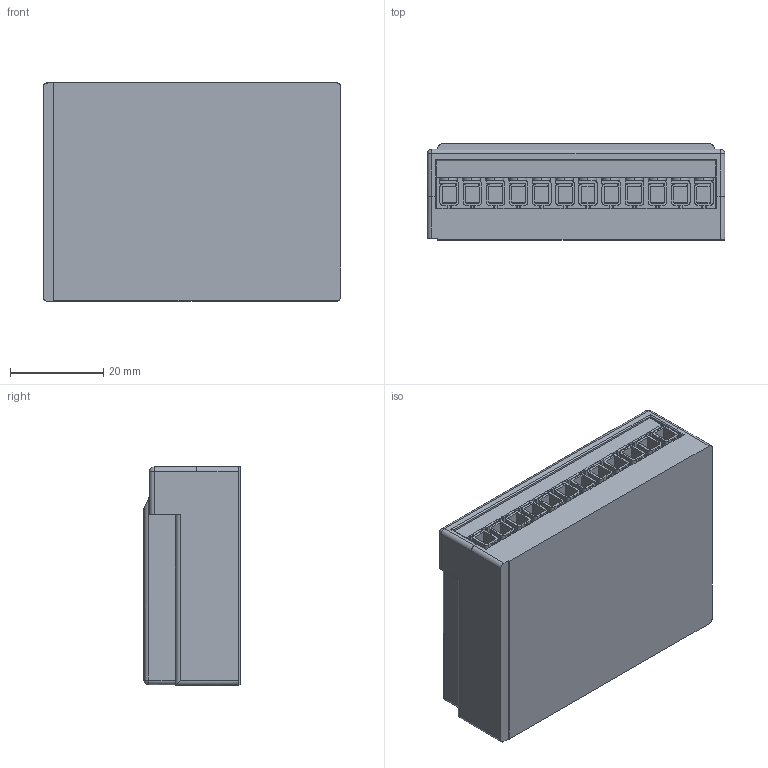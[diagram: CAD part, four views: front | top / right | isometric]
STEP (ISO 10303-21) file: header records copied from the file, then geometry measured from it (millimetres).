
FILE_DESCRIPTION (( 'STEP AP214' ), '1' );
FILE_NAME ('CFW300-IOAENC.STEP', '2018-09-25T23:13:27', ( '' ), ( '' ), 'SwSTEP 2.0', 'SolidWorks 2017', '' );
FILE_SCHEMA (( 'AUTOMOTIVE_DESIGN' ));
Length unit declared in the file: inch
Products named in the file (1): CFW300-IOAENC
Bounding box: 64 x 20.64 x 47.09 mm (x, y, z)
Volume: 57856.1 mm3; surface area: 14668.2 mm2
Topology: 1 solids, 1 shells, 1994 faces, 5450 edges, 3595 vertices
Faces by surface type: plane 1207, bspline 564, cylinder 195, torus 24, sphere 4
Entity records: 104405 total; most frequent: CARTESIAN_POINT 41875, ORIENTED_EDGE 10892, DIRECTION 7320, EDGE_CURVE 5446, VECTOR 3620, LINE 3620, VERTEX_POINT 3595, EDGE_LOOP 2183
